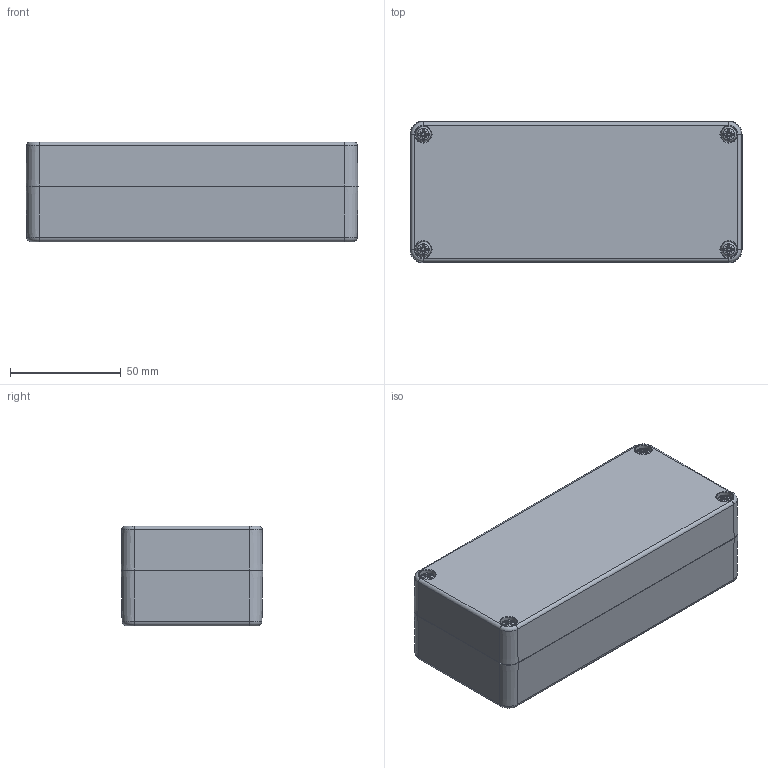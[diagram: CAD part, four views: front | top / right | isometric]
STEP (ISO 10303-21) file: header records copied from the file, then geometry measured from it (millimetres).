
FILE_DESCRIPTION((''),'2;1');
FILE_NAME('0101100700--MBA_156045_VE.stp','2014-10-20T09:51:11',('robin.rentz'),(''),'Autodesk Inventor 2012','Autodesk Inventor 2012','');
FILE_SCHEMA(('CONFIG_CONTROL_DESIGN'));
Length unit declared in the file: millimetre
Products named in the file (5): 0101100700--MBA_156045_VE; 0100100602-UT_156030-156045_VE; 0100100701-OT_156045_VE; 1990000276 Schraube BM4x12_6; xxx-O-Ring-MBA_156045
Assembly tree (7 placements, depth 2):
  0101100700--MBA_156045_VE
    0100100602-UT_156030-156045_VE
    0100100701-OT_156045_VE
    1990000276 Schraube BM4x12_6  x4
    xxx-O-Ring-MBA_156045
Bounding box: 150 x 64 x 45 mm (x, y, z)
Volume: 148510.8 mm3; surface area: 82202.8 mm2
Topology: 7 solids, 7 shells, 835 faces, 1973 edges, 1186 vertices
Faces by surface type: cylinder 226, torus 200, plane 181, bspline 116, cone 102, sphere 10
Full cylindrical faces by diameter (mm): 3 x8, 3.242 x6, 3.3 x4, 4 x4, 4.5 x6, 4.8 x2, 5.5 x4, 6.8 x4, 7.5 x6
Entity records: 28996 total; most frequent: CARTESIAN_POINT 15099, DIRECTION 2926, ORIENTED_EDGE 2772, EDGE_CURVE 1386, AXIS2_PLACEMENT_3D 1223, VERTEX_POINT 850, EDGE_LOOP 736, FACE_OUTER_BOUND 637
